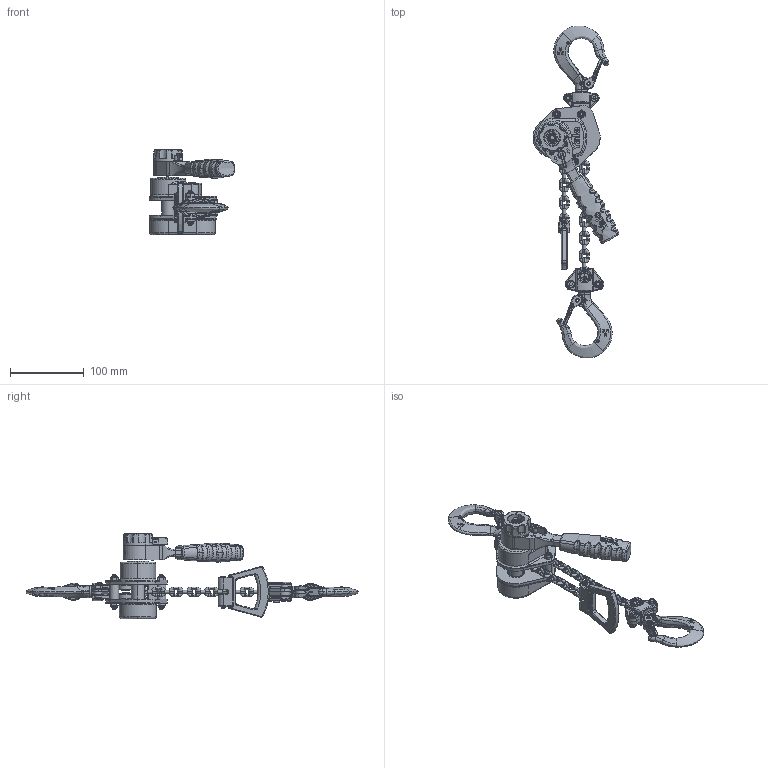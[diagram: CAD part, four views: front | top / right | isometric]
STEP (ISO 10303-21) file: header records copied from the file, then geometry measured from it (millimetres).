
FILE_DESCRIPTION (( 'STEP AP214' ), '1' );
FILE_NAME ('YaleHandy 500.STEP', '2011-10-18T05:56:58', ( 'Yale Industrial Products GmbH' ), ( 'Yale Industrial Products GmbH' ), 'SwSTEP 2.0', 'SolidWorks 2010', '' );
FILE_SCHEMA (( 'AUTOMOTIVE_DESIGN' ));
Length unit declared in the file: millimetre
Products named in the file (1): YaleHandy 500
Bounding box: 116.65 x 450.4 x 115.7 mm (x, y, z)
Surface area: 138408.3 mm2 (no closed solid volume)
Topology: 0 solids, 168 shells, 2332 faces, 7746 edges, 5363 vertices
Faces by surface type: cylinder 658, bspline 592, plane 483, torus 340, cone 189, sphere 70
Entity records: 153693 total; most frequent: CARTESIAN_POINT 67570, ORIENTED_EDGE 12224, DIRECTION 11654, EDGE_CURVE 7615, VERTEX_POINT 5311, AXIS2_PLACEMENT_3D 4729, CIRCLE 2988, EDGE_LOOP 2562
